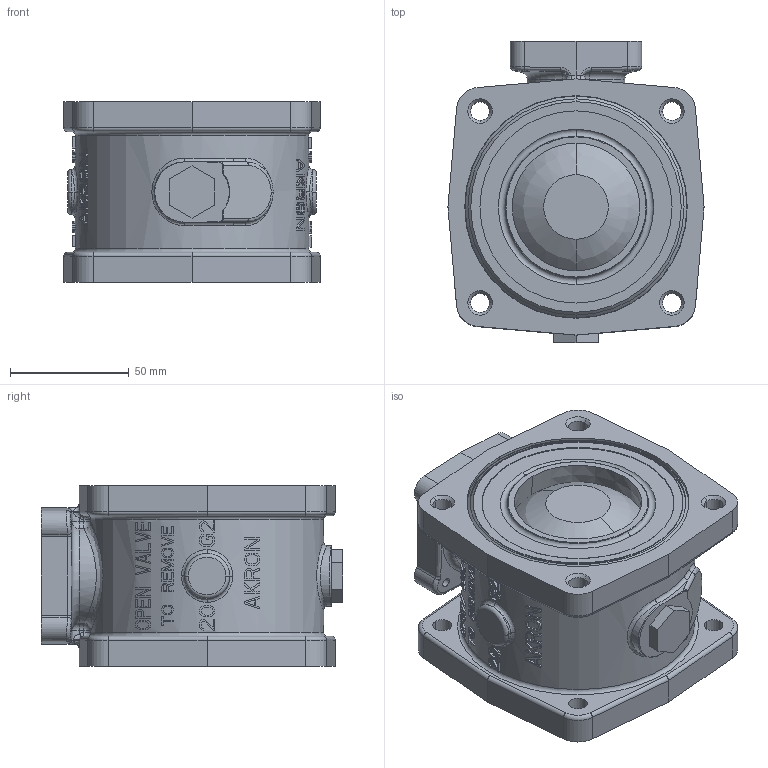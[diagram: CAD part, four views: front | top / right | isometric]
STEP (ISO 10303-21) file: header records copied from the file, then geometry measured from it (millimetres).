
FILE_DESCRIPTION((''),'2;1');
FILE_NAME('8820','2013-03-04T',('sobri'),(''),'PRO/ENGINEER BY PARAMETRIC TECHNOLOGY CORPORATION, 2011180','PRO/ENGINEER BY PARAMETRIC TECHNOLOGY CORPORATION, 2011180','');
FILE_SCHEMA(('CONFIG_CONTROL_DESIGN'));
Length unit declared in the file: inch
Products named in the file (1): 8820
Bounding box: 107.95 x 126.99 x 76.2 mm (x, y, z)
Surface area: 125313.4 mm2 (no closed solid volume)
Topology: 0 solids, 14 shells, 1262 faces, 4130 edges, 2806 vertices
Faces by surface type: plane 838, cylinder 193, bspline 125, cone 50, torus 44, sphere 12
Entity records: 51530 total; most frequent: CARTESIAN_POINT 18310, ORIENTED_EDGE 7214, DIRECTION 5855, EDGE_CURVE 4122, VERTEX_POINT 2802, AXIS2_PLACEMENT_3D 1973, VECTOR 1909, LINE 1909
